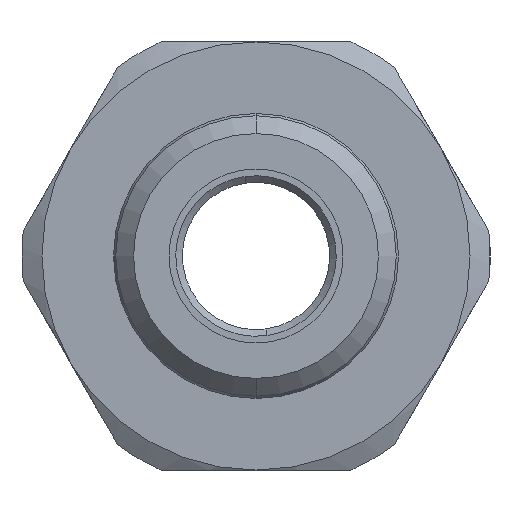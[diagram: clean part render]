
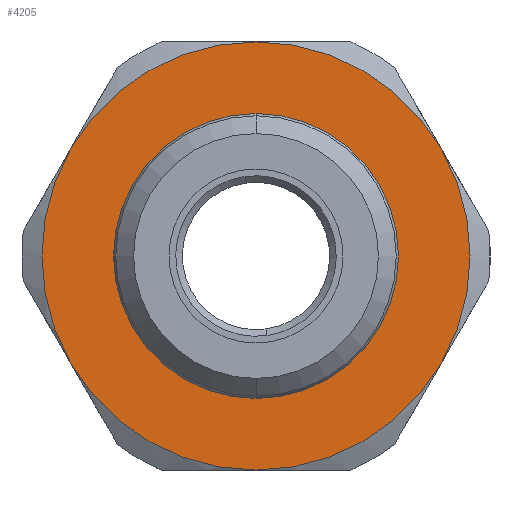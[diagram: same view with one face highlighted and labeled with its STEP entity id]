
A CAD part, left-side view. The second image highlights one B-rep face of the part: STEP entity #4205.
In plain terms, the highlighted planar face has unit normal (-1, 0, 0).
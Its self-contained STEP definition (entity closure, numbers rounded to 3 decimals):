
#4 = ORIENTED_EDGE ( 'NONE', *, *, #3652, .F. ) ;
#5 = ORIENTED_EDGE ( 'NONE', *, *, #3651, .F. ) ;
#26 = ORIENTED_EDGE ( 'NONE', *, *, #3653, .F. ) ;
#28 = ORIENTED_EDGE ( 'NONE', *, *, #3655, .F. ) ;
#35 = ORIENTED_EDGE ( 'NONE', *, *, #3654, .F. ) ;
#217 = VERTEX_POINT ( 'NONE', #338 ) ;
#253 = VERTEX_POINT ( 'NONE', #1832 ) ;
#299 = VERTEX_POINT ( 'NONE', #1867 ) ;
#324 = VERTEX_POINT ( 'NONE', #1814 ) ;
#337 = VERTEX_POINT ( 'NONE', #1886 ) ;
#338 = CARTESIAN_POINT ( 'NONE',  ( 14., -13.856, -8. ) ) ;
#635 = EDGE_LOOP ( 'NONE', ( #2700, #28, #35, #26, #4, #5 ) ) ;
#873 = CIRCLE ( 'NONE', #4441, 10.65 ) ;
#1368 = AXIS2_PLACEMENT_3D ( 'NONE', #5089, #5090, #5091 ) ;
#1443 = AXIS2_PLACEMENT_3D ( 'NONE', #1675, #1676, #1677 ) ;
#1674 = PLANE ( 'NONE',  #1443 ) ;
#1675 = CARTESIAN_POINT ( 'NONE',  ( 14., 10.65, 0. ) ) ;
#1676 = DIRECTION ( 'NONE',  ( -1., 0., 0. ) ) ;
#1677 = DIRECTION ( 'NONE',  ( 0., 0., 1. ) ) ;
#1814 = CARTESIAN_POINT ( 'NONE',  ( 14., 13.856, 8. ) ) ;
#1832 = CARTESIAN_POINT ( 'NONE',  ( 14., 0., -10.65 ) ) ;
#1867 = CARTESIAN_POINT ( 'NONE',  ( 14., 0., 16. ) ) ;
#1886 = CARTESIAN_POINT ( 'NONE',  ( 14., 0., 10.65 ) ) ;
#2130 = CARTESIAN_POINT ( 'NONE',  ( 14., -13.856, 8. ) ) ;
#2141 = DIRECTION ( 'NONE',  ( 0., 0., -1. ) ) ;
#2179 = DIRECTION ( 'NONE',  ( 1., 0., 0. ) ) ;
#2192 = CARTESIAN_POINT ( 'NONE',  ( 14., 0., 0. ) ) ;
#2698 = ORIENTED_EDGE ( 'NONE', *, *, #3384, .T. ) ;
#2699 = ORIENTED_EDGE ( 'NONE', *, *, #3664, .T. ) ;
#2700 = ORIENTED_EDGE ( 'NONE', *, *, #3656, .F. ) ;
#2981 = VERTEX_POINT ( 'NONE', #3222 ) ;
#3004 = VERTEX_POINT ( 'NONE', #3112 ) ;
#3050 = VERTEX_POINT ( 'NONE', #2130 ) ;
#3112 = CARTESIAN_POINT ( 'NONE',  ( 14., 13.856, -8. ) ) ;
#3222 = CARTESIAN_POINT ( 'NONE',  ( 14., 0., -16. ) ) ;
#3384 = EDGE_CURVE ( 'NONE', #253, #337, #873, .T. ) ;
#3651 = EDGE_CURVE ( 'NONE', #3004, #324, #4322, .T. ) ;
#3652 = EDGE_CURVE ( 'NONE', #324, #299, #4323, .T. ) ;
#3653 = EDGE_CURVE ( 'NONE', #299, #3050, #4324, .T. ) ;
#3654 = EDGE_CURVE ( 'NONE', #3050, #217, #4325, .T. ) ;
#3655 = EDGE_CURVE ( 'NONE', #217, #2981, #4326, .T. ) ;
#3656 = EDGE_CURVE ( 'NONE', #2981, #3004, #4327, .T. ) ;
#3664 = EDGE_CURVE ( 'NONE', #337, #253, #4061, .T. ) ;
#3966 = EDGE_LOOP ( 'NONE', ( #2698, #2699 ) ) ;
#4027 = FACE_BOUND ( 'NONE', #3966, .T. ) ;
#4028 = FACE_OUTER_BOUND ( 'NONE', #635, .T. ) ;
#4061 = CIRCLE ( 'NONE', #1368, 10.65 ) ;
#4205 = ADVANCED_FACE ( 'NONE', ( #4027, #4028 ), #1674, .T. ) ;
#4322 = CIRCLE ( 'NONE', #4572, 16. ) ;
#4323 = CIRCLE ( 'NONE', #4573, 16. ) ;
#4324 = CIRCLE ( 'NONE', #4574, 16. ) ;
#4325 = CIRCLE ( 'NONE', #4575, 16. ) ;
#4326 = CIRCLE ( 'NONE', #4576, 16. ) ;
#4327 = CIRCLE ( 'NONE', #4577, 16. ) ;
#4441 = AXIS2_PLACEMENT_3D ( 'NONE', #2192, #2179, #2141 ) ;
#4572 = AXIS2_PLACEMENT_3D ( 'NONE', #5046, #5047, #5048 ) ;
#4573 = AXIS2_PLACEMENT_3D ( 'NONE', #5049, #5050, #5051 ) ;
#4574 = AXIS2_PLACEMENT_3D ( 'NONE', #5052, #5053, #5054 ) ;
#4575 = AXIS2_PLACEMENT_3D ( 'NONE', #5055, #5056, #5057 ) ;
#4576 = AXIS2_PLACEMENT_3D ( 'NONE', #5058, #5059, #5061 ) ;
#4577 = AXIS2_PLACEMENT_3D ( 'NONE', #5064, #5065, #5067 ) ;
#5046 = CARTESIAN_POINT ( 'NONE',  ( 14., 0., 0. ) ) ;
#5047 = DIRECTION ( 'NONE',  ( 1., 0., 0. ) ) ;
#5048 = DIRECTION ( 'NONE',  ( 0., 0., -1. ) ) ;
#5049 = CARTESIAN_POINT ( 'NONE',  ( 14., 0., 0. ) ) ;
#5050 = DIRECTION ( 'NONE',  ( 1., 0., 0. ) ) ;
#5051 = DIRECTION ( 'NONE',  ( 0., 0., -1. ) ) ;
#5052 = CARTESIAN_POINT ( 'NONE',  ( 14., 0., 0. ) ) ;
#5053 = DIRECTION ( 'NONE',  ( 1., 0., 0. ) ) ;
#5054 = DIRECTION ( 'NONE',  ( 0., 0., -1. ) ) ;
#5055 = CARTESIAN_POINT ( 'NONE',  ( 14., 0., 0. ) ) ;
#5056 = DIRECTION ( 'NONE',  ( 1., 0., 0. ) ) ;
#5057 = DIRECTION ( 'NONE',  ( 0., 0., -1. ) ) ;
#5058 = CARTESIAN_POINT ( 'NONE',  ( 14., 0., 0. ) ) ;
#5059 = DIRECTION ( 'NONE',  ( 1., 0., 0. ) ) ;
#5061 = DIRECTION ( 'NONE',  ( 0., 0., -1. ) ) ;
#5064 = CARTESIAN_POINT ( 'NONE',  ( 14., 0., 0. ) ) ;
#5065 = DIRECTION ( 'NONE',  ( 1., 0., 0. ) ) ;
#5067 = DIRECTION ( 'NONE',  ( 0., 0., -1. ) ) ;
#5089 = CARTESIAN_POINT ( 'NONE',  ( 14., 0., 0. ) ) ;
#5090 = DIRECTION ( 'NONE',  ( 1., 0., 0. ) ) ;
#5091 = DIRECTION ( 'NONE',  ( 0., 0., -1. ) ) ;
